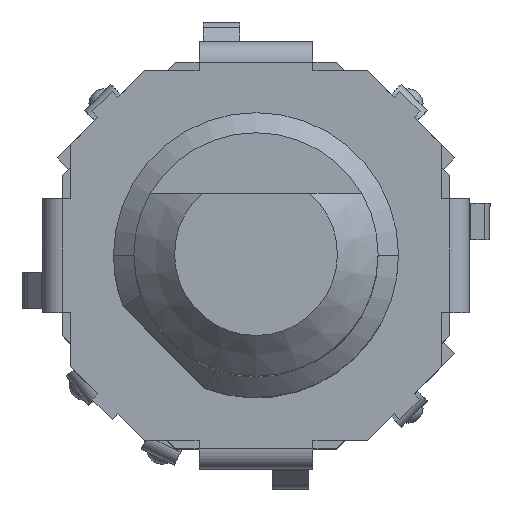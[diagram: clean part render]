
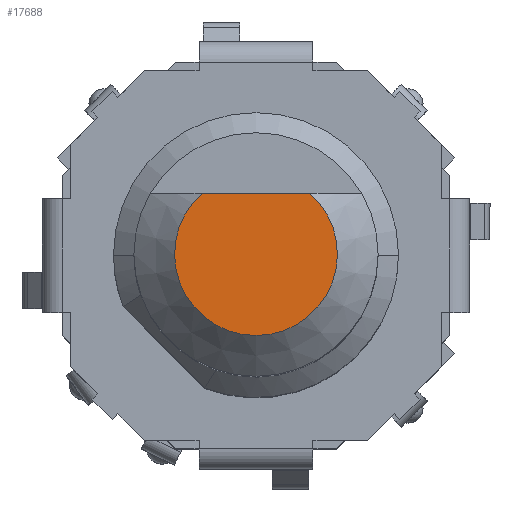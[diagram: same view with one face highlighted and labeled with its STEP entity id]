
A CAD part, top view. The second image highlights one B-rep face of the part: STEP entity #17688.
In plain terms, the highlighted planar face has unit normal (0, 0, 1).
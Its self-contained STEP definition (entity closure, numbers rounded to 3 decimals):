
#7014 = DIRECTION ( 'NONE',  ( 0., 0., 1. ) ) ;
#7444 = ORIENTED_EDGE ( 'NONE', *, *, #27174, .F. ) ;
#8799 = DIRECTION ( 'NONE',  ( 0., 0., -1. ) ) ;
#8873 = CARTESIAN_POINT ( 'NONE',  ( -1.323, 1.5, 24.5 ) ) ;
#10425 = ORIENTED_EDGE ( 'NONE', *, *, #27090, .T. ) ;
#11756 = CARTESIAN_POINT ( 'NONE',  ( 2.598, 1.5, 24.5 ) ) ;
#12997 = CARTESIAN_POINT ( 'NONE',  ( 1.323, 1.5, 24.5 ) ) ;
#17062 = VERTEX_POINT ( 'NONE', #12997 ) ;
#17688 = ADVANCED_FACE ( 'NONE', ( #21558 ), #24178, .F. ) ;
#18056 = AXIS2_PLACEMENT_3D ( 'NONE', #20426, #7014, #22570 ) ;
#20426 = CARTESIAN_POINT ( 'NONE',  ( 0., 0., 24.5 ) ) ;
#21558 = FACE_OUTER_BOUND ( 'NONE', #22234, .T. ) ;
#21913 = VERTEX_POINT ( 'NONE', #8873 ) ;
#22143 = CARTESIAN_POINT ( 'NONE',  ( 3., 0., 24.5 ) ) ;
#22234 = EDGE_LOOP ( 'NONE', ( #10425, #7444 ) ) ;
#22570 = DIRECTION ( 'NONE',  ( 0., 1., 0. ) ) ;
#22957 = AXIS2_PLACEMENT_3D ( 'NONE', #22143, #8799, #24259 ) ;
#23875 = CIRCLE ( 'NONE', #18056, 2. ) ;
#24178 = PLANE ( 'NONE',  #22957 ) ;
#24259 = DIRECTION ( 'NONE',  ( 0., 1., 0. ) ) ;
#26233 = VECTOR ( 'NONE', #27094, 1000. ) ;
#26930 = LINE ( 'NONE', #11756, #26233 ) ;
#27090 = EDGE_CURVE ( 'NONE', #21913, #17062, #23875, .T. ) ;
#27094 = DIRECTION ( 'NONE',  ( 1., 0., 0. ) ) ;
#27174 = EDGE_CURVE ( 'NONE', #21913, #17062, #26930, .T. ) ;
